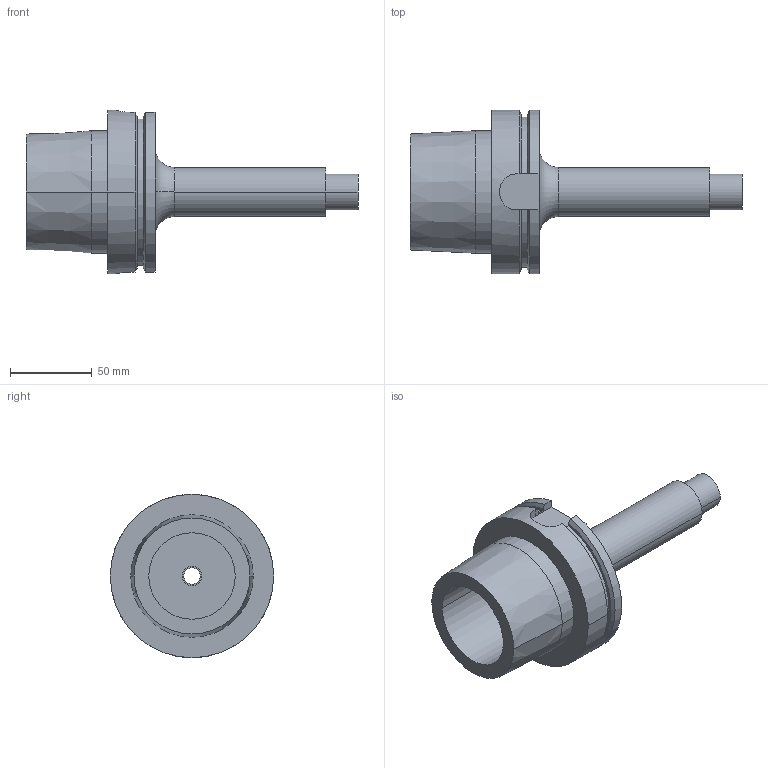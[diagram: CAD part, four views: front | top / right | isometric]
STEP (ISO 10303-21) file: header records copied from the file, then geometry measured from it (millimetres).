
FILE_DESCRIPTION((''),'2;1');
FILE_NAME('84722111','2020-01-27T14:14:32',('Thiemer'),(''),'CREO PARAMETRIC BY PTC INC, 2018400','CREO PARAMETRIC BY PTC INC, 2018400','');
FILE_SCHEMA(('AUTOMOTIVE_DESIGN { 1 0 10303 214 1 1 1 1 }'));
Length unit declared in the file: millimetre
Products named in the file (1): 84722111
Bounding box: 203.3 x 100 x 100 mm (x, y, z)
Volume: 388811 mm3; surface area: 61783.9 mm2
Topology: 1 solids, 1 shells, 61 faces, 153 edges, 100 vertices
Faces by surface type: cylinder 26, plane 23, cone 10, torus 2
Entity records: 2881 total; most frequent: CARTESIAN_POINT 445, DIRECTION 366, ORIENTED_EDGE 306, PRESENTATION_STYLE_ASSIGNMENT 176, STYLED_ITEM 176, CURVE_STYLE 175, EDGE_CURVE 153, AXIS2_PLACEMENT_3D 145
